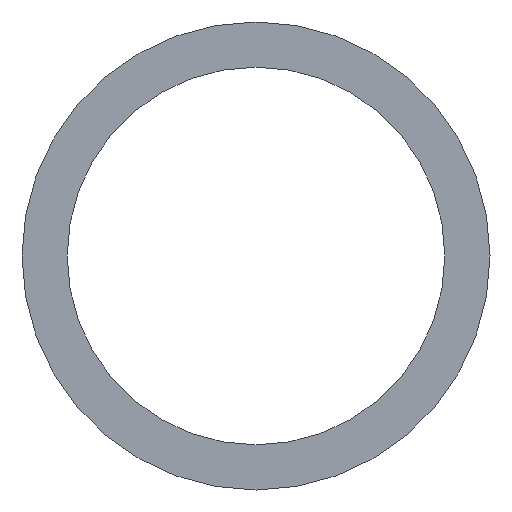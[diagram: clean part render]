
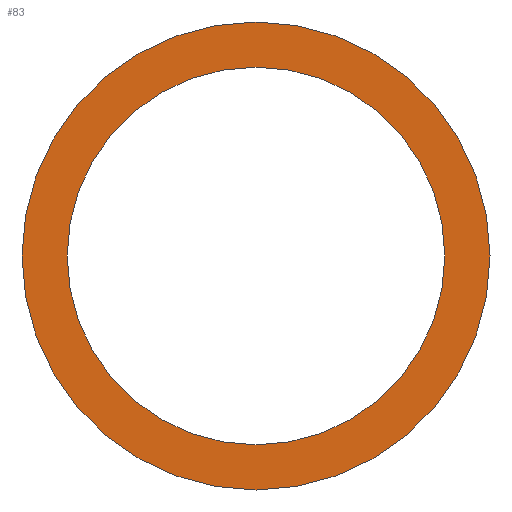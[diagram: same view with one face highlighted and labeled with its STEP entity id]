
A CAD part, front view. The second image highlights one B-rep face of the part: STEP entity #83.
In plain terms, the highlighted planar face has unit normal (0, -1, 0).
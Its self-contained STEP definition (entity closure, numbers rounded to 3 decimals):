
#1 = ORIENTED_EDGE ( 'NONE', *, *, #227, .T. ) ;
#3 = DIRECTION ( 'NONE',  ( 0., 1., 0. ) ) ;
#15 = CARTESIAN_POINT ( 'NONE',  ( 20.5, 0., 0. ) ) ;
#21 = EDGE_LOOP ( 'NONE', ( #52, #70 ) ) ;
#32 = DIRECTION ( 'NONE',  ( 0., 0., 1. ) ) ;
#34 = CIRCLE ( 'NONE', #193, 25.4 ) ;
#38 = DIRECTION ( 'NONE',  ( 0., 0., 1. ) ) ;
#45 = CIRCLE ( 'NONE', #46, 20.5 ) ;
#46 = AXIS2_PLACEMENT_3D ( 'NONE', #190, #202, #32 ) ;
#48 = CARTESIAN_POINT ( 'NONE',  ( 0., 0., -20.5 ) ) ;
#52 = ORIENTED_EDGE ( 'NONE', *, *, #149, .F. ) ;
#58 = DIRECTION ( 'NONE',  ( 0., 1., 0. ) ) ;
#59 = VERTEX_POINT ( 'NONE', #48 ) ;
#60 = EDGE_CURVE ( 'NONE', #103, #132, #61, .T. ) ;
#61 = CIRCLE ( 'NONE', #127, 25.4 ) ;
#67 = ORIENTED_EDGE ( 'NONE', *, *, #188, .T. ) ;
#70 = ORIENTED_EDGE ( 'NONE', *, *, #60, .F. ) ;
#72 = PLANE ( 'NONE',  #168 ) ;
#78 = CARTESIAN_POINT ( 'NONE',  ( 0., 0., 0. ) ) ;
#81 = FACE_OUTER_BOUND ( 'NONE', #21, .T. ) ;
#83 = ADVANCED_FACE ( 'NONE', ( #81, #189 ), #72, .F. ) ;
#93 = CARTESIAN_POINT ( 'NONE',  ( 0., 0., 25.4 ) ) ;
#100 = DIRECTION ( 'NONE',  ( 0., 1., 0. ) ) ;
#103 = VERTEX_POINT ( 'NONE', #107 ) ;
#107 = CARTESIAN_POINT ( 'NONE',  ( 0., 0., -25.4 ) ) ;
#108 = DIRECTION ( 'NONE',  ( 0., 1., 0. ) ) ;
#119 = VERTEX_POINT ( 'NONE', #160 ) ;
#125 = DIRECTION ( 'NONE',  ( 0., 0., 1. ) ) ;
#127 = AXIS2_PLACEMENT_3D ( 'NONE', #162, #3, #129 ) ;
#129 = DIRECTION ( 'NONE',  ( 0., 0., 1. ) ) ;
#132 = VERTEX_POINT ( 'NONE', #93 ) ;
#133 = CARTESIAN_POINT ( 'NONE',  ( 0., 0., 0. ) ) ;
#149 = EDGE_CURVE ( 'NONE', #132, #103, #34, .T. ) ;
#160 = CARTESIAN_POINT ( 'NONE',  ( 0., 0., 20.5 ) ) ;
#162 = CARTESIAN_POINT ( 'NONE',  ( 0., 0., 0. ) ) ;
#164 = EDGE_LOOP ( 'NONE', ( #1, #67 ) ) ;
#168 = AXIS2_PLACEMENT_3D ( 'NONE', #15, #108, #125 ) ;
#171 = DIRECTION ( 'NONE',  ( 0., 0., 1. ) ) ;
#188 = EDGE_CURVE ( 'NONE', #59, #119, #45, .T. ) ;
#189 = FACE_BOUND ( 'NONE', #164, .T. ) ;
#190 = CARTESIAN_POINT ( 'NONE',  ( 0., 0., 0. ) ) ;
#193 = AXIS2_PLACEMENT_3D ( 'NONE', #78, #58, #38 ) ;
#202 = DIRECTION ( 'NONE',  ( 0., 1., 0. ) ) ;
#207 = AXIS2_PLACEMENT_3D ( 'NONE', #133, #100, #171 ) ;
#227 = EDGE_CURVE ( 'NONE', #119, #59, #244, .T. ) ;
#244 = CIRCLE ( 'NONE', #207, 20.5 ) ;
